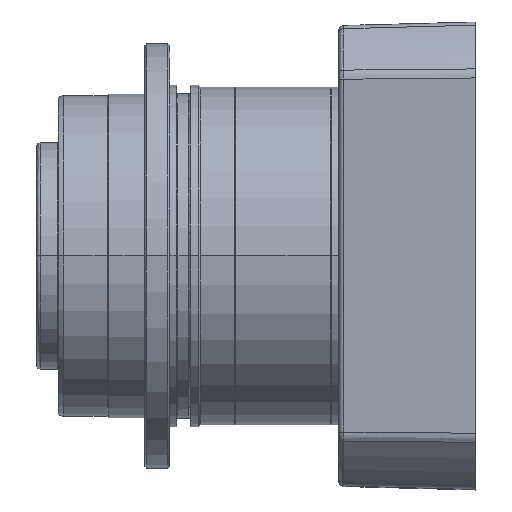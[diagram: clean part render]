
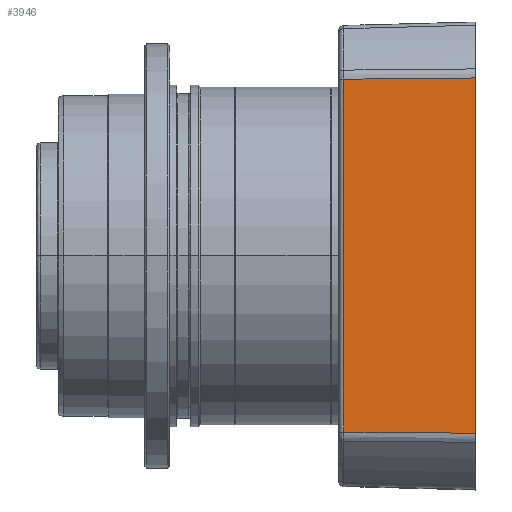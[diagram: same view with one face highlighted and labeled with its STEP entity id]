
A CAD part, top view. The second image highlights one B-rep face of the part: STEP entity #3946.
In plain terms, the highlighted face is planar.
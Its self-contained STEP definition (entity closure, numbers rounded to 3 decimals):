
#1183 = LINE ( 'NONE', #24058, #17154 ) ;
#1303 = CARTESIAN_POINT ( 'NONE',  ( -23564.888, 26599.173, 23543. ) ) ;
#1645 = CARTESIAN_POINT ( 'NONE',  ( -23564.888, 26600.569, 23543. ) ) ;
#3946 = ADVANCED_FACE ( 'NONE', ( #36976 ), #25959, .T. ) ;
#5383 = VECTOR ( 'NONE', #19553, 1000. ) ;
#6319 = ORIENTED_EDGE ( 'NONE', *, *, #10453, .F. ) ;
#8162 = CARTESIAN_POINT ( 'NONE',  ( -23564.888, 26500.354, 23543. ) ) ;
#9577 = EDGE_CURVE ( 'NONE', #15250, #39152, #1183, .T. ) ;
#9739 = VERTEX_POINT ( 'NONE', #11425 ) ;
#10321 = EDGE_CURVE ( 'NONE', #39152, #24164, #14434, .T. ) ;
#10453 = EDGE_CURVE ( 'NONE', #9739, #24164, #21900, .T. ) ;
#11425 = CARTESIAN_POINT ( 'NONE',  ( -23565.845, 26598.833, 23506.461 ) ) ;
#11757 = CARTESIAN_POINT ( 'NONE',  ( -23565.845, 26549.763, 23506.461 ) ) ;
#11783 = VECTOR ( 'NONE', #35452, 1000. ) ;
#14434 = LINE ( 'NONE', #42909, #5383 ) ;
#15250 = VERTEX_POINT ( 'NONE', #1303 ) ;
#15731 = ORIENTED_EDGE ( 'NONE', *, *, #9577, .T. ) ;
#17154 = VECTOR ( 'NONE', #41213, 1000. ) ;
#19553 = DIRECTION ( 'NONE',  ( -0.026, 0.009, -1. ) ) ;
#19863 = AXIS2_PLACEMENT_3D ( 'NONE', #1645, #25374, #39000 ) ;
#20310 = ORIENTED_EDGE ( 'NONE', *, *, #10321, .T. ) ;
#21900 = LINE ( 'NONE', #11757, #11783 ) ;
#22392 = VECTOR ( 'NONE', #26697, 1000. ) ;
#24058 = CARTESIAN_POINT ( 'NONE',  ( -23564.888, 26600.569, 23543. ) ) ;
#24164 = VERTEX_POINT ( 'NONE', #27098 ) ;
#25374 = DIRECTION ( 'NONE',  ( 1., 0., -0.026 ) ) ;
#25959 = PLANE ( 'NONE',  #19863 ) ;
#26697 = DIRECTION ( 'NONE',  ( 0.026, 0.009, 1. ) ) ;
#27098 = CARTESIAN_POINT ( 'NONE',  ( -23565.845, 26500.694, 23506.461 ) ) ;
#31388 = LINE ( 'NONE', #43571, #22392 ) ;
#31612 = EDGE_CURVE ( 'NONE', #9739, #15250, #31388, .T. ) ;
#35452 = DIRECTION ( 'NONE',  ( 0., -1., 0. ) ) ;
#36976 = FACE_OUTER_BOUND ( 'NONE', #38947, .T. ) ;
#37738 = ORIENTED_EDGE ( 'NONE', *, *, #31612, .T. ) ;
#38947 = EDGE_LOOP ( 'NONE', ( #20310, #6319, #37738, #15731 ) ) ;
#39000 = DIRECTION ( 'NONE',  ( -0.026, 0., -1. ) ) ;
#39152 = VERTEX_POINT ( 'NONE', #8162 ) ;
#41213 = DIRECTION ( 'NONE',  ( 0., -1., 0. ) ) ;
#42909 = CARTESIAN_POINT ( 'NONE',  ( -23564.888, 26500.354, 23543. ) ) ;
#43571 = CARTESIAN_POINT ( 'NONE',  ( -23565.845, 26598.833, 23506.461 ) ) ;
